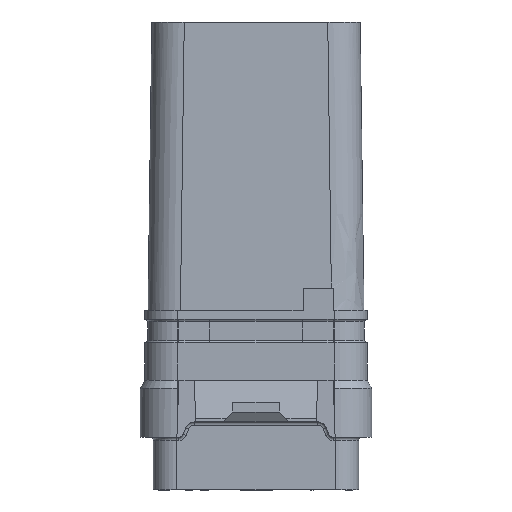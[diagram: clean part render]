
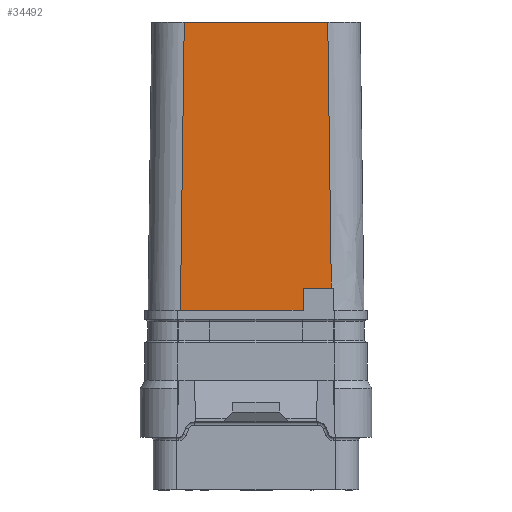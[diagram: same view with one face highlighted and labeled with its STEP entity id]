
A CAD part, front view. The second image highlights one B-rep face of the part: STEP entity #34492.
In plain terms, the highlighted planar face has unit normal (0, -1, 0.013).
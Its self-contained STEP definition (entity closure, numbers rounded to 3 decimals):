
#61=DIRECTION('',(1.,0.,0.));
#62=VECTOR('',#61,7.95);
#63=CARTESIAN_POINT('',(-4.9,-6.,0.));
#64=LINE('',#63,#62);
#65=DIRECTION('',(0.,0.013,1.));
#66=VECTOR('',#65,1.45);
#67=CARTESIAN_POINT('',(3.05,-6.,0.));
#68=LINE('',#67,#66);
#69=DIRECTION('',(0.013,0.013,1.));
#70=VECTOR('',#69,18.683);
#71=CARTESIAN_POINT('',(-4.9,-6.,0.));
#72=LINE('',#71,#70);
#73=DIRECTION('',(-1.,0.,0.));
#74=VECTOR('',#73,1.831);
#75=CARTESIAN_POINT('',(4.881,-5.981,1.45));
#76=LINE('',#75,#74);
#106=DIRECTION('',(-0.013,0.013,1.));
#107=VECTOR('',#106,17.233);
#108=CARTESIAN_POINT('',(4.881,-5.981,1.45));
#109=LINE('',#108,#107);
#4518=DIRECTION('',(1.,0.,0.));
#4519=VECTOR('',#4518,9.3);
#4520=CARTESIAN_POINT('',(-4.65,-5.75,18.68));
#4521=LINE('',#4520,#4519);
#27323=CARTESIAN_POINT('',(-4.65,-5.75,18.68));
#27324=VERTEX_POINT('',#27323);
#27325=CARTESIAN_POINT('',(4.65,-5.75,18.68));
#27326=VERTEX_POINT('',#27325);
#27339=CARTESIAN_POINT('',(-4.9,-6.,0.));
#27340=VERTEX_POINT('',#27339);
#27434=CARTESIAN_POINT('',(3.05,-6.,0.));
#27436=VERTEX_POINT('',#27434);
#27441=CARTESIAN_POINT('',(3.05,-5.981,1.45));
#27442=VERTEX_POINT('',#27441);
#27443=CARTESIAN_POINT('',(4.881,-5.981,1.45));
#27444=VERTEX_POINT('',#27443);
#34475=CARTESIAN_POINT('',(0.,-5.875,9.34));
#34476=DIRECTION('',(0.,-1.,0.013));
#34477=DIRECTION('',(1.,0.,0.));
#34478=AXIS2_PLACEMENT_3D('',#34475,#34476,#34477);
#34479=PLANE('',#34478);
#34480=ORIENTED_EDGE('',*,*,#34466,.F.);
#34481=ORIENTED_EDGE('',*,*,#34455,.F.);
#34483=ORIENTED_EDGE('',*,*,#34482,.T.);
#34485=ORIENTED_EDGE('',*,*,#34484,.T.);
#34487=ORIENTED_EDGE('',*,*,#34486,.F.);
#34489=ORIENTED_EDGE('',*,*,#34488,.T.);
#34490=EDGE_LOOP('',(#34480,#34481,#34483,#34485,#34487,#34489));
#34491=FACE_OUTER_BOUND('',#34490,.F.);
#34492=ADVANCED_FACE('',(#34491),#34479,.T.);
#34455=EDGE_CURVE('',#27340,#27436,#64,.T.);
#34466=EDGE_CURVE('',#27436,#27442,#68,.T.);
#34482=EDGE_CURVE('',#27340,#27324,#72,.T.);
#34484=EDGE_CURVE('',#27324,#27326,#4521,.T.);
#34486=EDGE_CURVE('',#27444,#27326,#109,.T.);
#34488=EDGE_CURVE('',#27444,#27442,#76,.T.);
